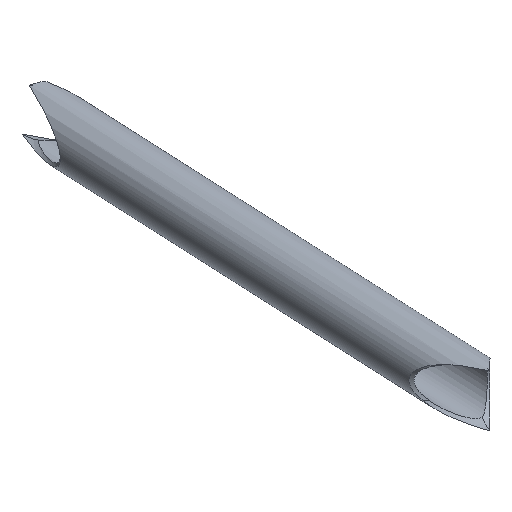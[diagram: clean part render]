
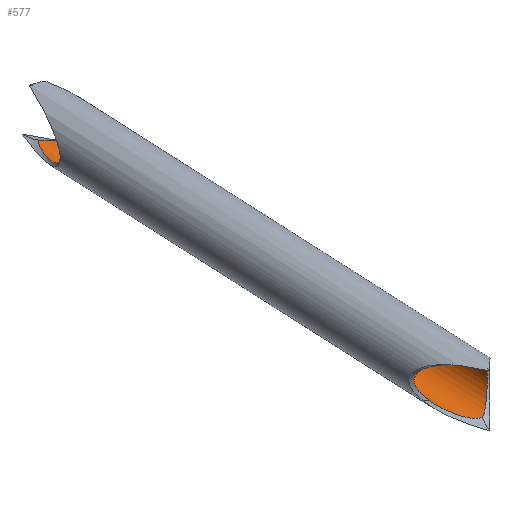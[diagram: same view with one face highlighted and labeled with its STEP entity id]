
A CAD part, top view. The second image highlights one B-rep face of the part: STEP entity #577.
In plain terms, the highlighted cylindrical face has radius 12.5 mm (diameter 25 mm), a partial arc.
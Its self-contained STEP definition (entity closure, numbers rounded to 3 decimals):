
#181=CARTESIAN_POINT('Vertex',(-2107.995,-310.602,95.147)) ;
#185=CARTESIAN_POINT('Control Point',(-2107.995,-310.602,95.147)) ;
#186=CARTESIAN_POINT('Control Point',(-2108.49,-310.761,95.228)) ;
#187=CARTESIAN_POINT('Control Point',(-2109.004,-310.874,95.289)) ;
#188=CARTESIAN_POINT('Control Point',(-2109.528,-310.943,95.327)) ;
#189=CARTESIAN_POINT('Control Point',(-2110.597,-311.008,95.362)) ;
#190=CARTESIAN_POINT('Control Point',(-2111.666,-310.948,95.329)) ;
#191=CARTESIAN_POINT('Control Point',(-2112.207,-310.892,95.299)) ;
#192=CARTESIAN_POINT('Control Point',(-2113.501,-310.708,95.2)) ;
#193=CARTESIAN_POINT('Control Point',(-2114.774,-310.425,95.056)) ;
#194=CARTESIAN_POINT('Control Point',(-2115.512,-310.234,94.963)) ;
#195=CARTESIAN_POINT('Control Point',(-2118.33,-309.415,94.586)) ;
#196=CARTESIAN_POINT('Control Point',(-2121.054,-308.317,94.18)) ;
#197=CARTESIAN_POINT('Control Point',(-2123.028,-307.401,93.927)) ;
#198=CARTESIAN_POINT('Control Point',(-2124.959,-306.369,93.733)) ;
#199=CARTESIAN_POINT('Control Point',(-2126.805,-305.195,93.653)) ;
#200=CARTESIAN_POINT('Vertex',(-2126.805,-305.195,93.653)) ;
#334=CARTESIAN_POINT('Vertex',(-2106.334,-288.585,100.183)) ;
#338=CARTESIAN_POINT('Control Point',(-2107.995,-310.602,95.147)) ;
#339=CARTESIAN_POINT('Control Point',(-2107.539,-309.876,94.412)) ;
#340=CARTESIAN_POINT('Control Point',(-2107.234,-309.043,93.689)) ;
#341=CARTESIAN_POINT('Control Point',(-2107.008,-308.163,93.018)) ;
#342=CARTESIAN_POINT('Control Point',(-2106.576,-305.904,91.514)) ;
#343=CARTESIAN_POINT('Control Point',(-2106.348,-303.398,90.389)) ;
#344=CARTESIAN_POINT('Control Point',(-2106.244,-301.856,89.888)) ;
#345=CARTESIAN_POINT('Control Point',(-2106.123,-299.377,89.438)) ;
#346=CARTESIAN_POINT('Control Point',(-2106.053,-296.89,89.638)) ;
#347=CARTESIAN_POINT('Control Point',(-2106.034,-296.023,89.797)) ;
#348=CARTESIAN_POINT('Control Point',(-2106.01,-294.536,90.254)) ;
#349=CARTESIAN_POINT('Control Point',(-2106.003,-293.184,91.013)) ;
#350=CARTESIAN_POINT('Control Point',(-2106.003,-292.631,91.397)) ;
#351=CARTESIAN_POINT('Control Point',(-2106.011,-291.434,92.413)) ;
#352=CARTESIAN_POINT('Control Point',(-2106.036,-290.478,93.665)) ;
#353=CARTESIAN_POINT('Control Point',(-2106.057,-290.018,94.441)) ;
#354=CARTESIAN_POINT('Control Point',(-2106.107,-289.293,96.018)) ;
#355=CARTESIAN_POINT('Control Point',(-2106.182,-288.859,97.696)) ;
#356=CARTESIAN_POINT('Control Point',(-2106.225,-288.713,98.521)) ;
#357=CARTESIAN_POINT('Control Point',(-2106.275,-288.623,99.351)) ;
#358=CARTESIAN_POINT('Control Point',(-2106.334,-288.585,100.183)) ;
#405=CARTESIAN_POINT('Vertex',(-2262.046,-189.635,-45.143)) ;
#409=CARTESIAN_POINT('Control Point',(-2262.046,-189.635,-45.143)) ;
#410=CARTESIAN_POINT('Control Point',(-2262.509,-189.307,-45.143)) ;
#411=CARTESIAN_POINT('Control Point',(-2262.982,-188.991,-45.155)) ;
#412=CARTESIAN_POINT('Control Point',(-2263.461,-188.686,-45.175)) ;
#413=CARTESIAN_POINT('Vertex',(-2263.461,-188.686,-45.175)) ;
#462=CARTESIAN_POINT('Vertex',(-2278.803,-203.512,-60.994)) ;
#466=CARTESIAN_POINT('Control Point',(-2278.803,-203.512,-60.994)) ;
#467=CARTESIAN_POINT('Control Point',(-2277.671,-203.523,-60.909)) ;
#468=CARTESIAN_POINT('Control Point',(-2276.549,-203.551,-60.695)) ;
#469=CARTESIAN_POINT('Control Point',(-2275.453,-203.583,-60.415)) ;
#470=CARTESIAN_POINT('Control Point',(-2273.87,-203.62,-59.93)) ;
#471=CARTESIAN_POINT('Control Point',(-2272.316,-203.635,-59.361)) ;
#472=CARTESIAN_POINT('Control Point',(-2271.829,-203.637,-59.174)) ;
#473=CARTESIAN_POINT('Control Point',(-2270.32,-203.632,-58.571)) ;
#474=CARTESIAN_POINT('Control Point',(-2268.836,-203.592,-57.906)) ;
#475=CARTESIAN_POINT('Control Point',(-2267.841,-203.543,-57.431)) ;
#476=CARTESIAN_POINT('Control Point',(-2265.788,-203.39,-56.391)) ;
#477=CARTESIAN_POINT('Control Point',(-2263.802,-203.105,-55.253)) ;
#478=CARTESIAN_POINT('Control Point',(-2262.792,-202.915,-54.636)) ;
#479=CARTESIAN_POINT('Control Point',(-2260.967,-202.466,-53.437)) ;
#480=CARTESIAN_POINT('Control Point',(-2259.291,-201.785,-52.136)) ;
#481=CARTESIAN_POINT('Control Point',(-2258.561,-201.41,-51.514)) ;
#482=CARTESIAN_POINT('Control Point',(-2257.281,-200.549,-50.279)) ;
#483=CARTESIAN_POINT('Control Point',(-2256.393,-199.339,-48.998)) ;
#484=CARTESIAN_POINT('Control Point',(-2256.092,-198.666,-48.382)) ;
#485=CARTESIAN_POINT('Control Point',(-2255.926,-197.395,-47.424)) ;
#486=CARTESIAN_POINT('Control Point',(-2256.275,-196.046,-46.674)) ;
#487=CARTESIAN_POINT('Control Point',(-2256.494,-195.505,-46.413)) ;
#488=CARTESIAN_POINT('Control Point',(-2257.387,-193.807,-45.698)) ;
#489=CARTESIAN_POINT('Control Point',(-2258.757,-192.28,-45.338)) ;
#490=CARTESIAN_POINT('Control Point',(-2259.798,-191.327,-45.202)) ;
#491=CARTESIAN_POINT('Control Point',(-2260.899,-190.448,-45.143)) ;
#492=CARTESIAN_POINT('Control Point',(-2262.046,-189.635,-45.143)) ;
#537=CARTESIAN_POINT('Axis2P3D Location',(-2195.133,-246.941,24.239)) ;
#543=CARTESIAN_POINT('Control Point',(-2278.803,-203.512,-60.994)) ;
#544=CARTESIAN_POINT('Control Point',(-2278.857,-204.187,-60.081)) ;
#545=CARTESIAN_POINT('Control Point',(-2278.778,-204.811,-59.121)) ;
#546=CARTESIAN_POINT('Control Point',(-2278.623,-205.393,-58.159)) ;
#547=CARTESIAN_POINT('Control Point',(-2278.226,-206.471,-56.263)) ;
#548=CARTESIAN_POINT('Control Point',(-2277.696,-207.445,-54.344)) ;
#549=CARTESIAN_POINT('Control Point',(-2277.418,-207.898,-53.405)) ;
#550=CARTESIAN_POINT('Control Point',(-2276.575,-209.145,-50.675)) ;
#551=CARTESIAN_POINT('Control Point',(-2275.642,-210.216,-47.897)) ;
#552=CARTESIAN_POINT('Control Point',(-2275.018,-210.835,-46.059)) ;
#553=CARTESIAN_POINT('Control Point',(-2274.385,-211.365,-44.19)) ;
#554=CARTESIAN_POINT('Control Point',(-2273.758,-211.764,-42.293)) ;
#555=CARTESIAN_POINT('Vertex',(-2273.758,-211.764,-42.293)) ;
#558=CARTESIAN_POINT('Line Origine',(-2201.84,-257.489,24.239)) ;
#563=CARTESIAN_POINT('Line Origine',(-2188.426,-236.392,24.239)) ;
#538=DIRECTION('Axis2P3D Direction',(0.665,-0.423,0.615)) ;
#539=DIRECTION('Axis2P3D XDirection',(-0.537,-0.844,0.)) ;
#559=DIRECTION('Vector Direction',(0.665,-0.423,0.615)) ;
#564=DIRECTION('Vector Direction',(0.665,-0.423,0.615)) ;
#540=AXIS2_PLACEMENT_3D('Cylinder Axis2P3D',#537,#538,#539) ;
#569=ORIENTED_EDGE('',*,*,#557,.T.) ;
#570=ORIENTED_EDGE('',*,*,#562,.T.) ;
#571=ORIENTED_EDGE('',*,*,#202,.F.) ;
#572=ORIENTED_EDGE('',*,*,#359,.T.) ;
#573=ORIENTED_EDGE('',*,*,#567,.F.) ;
#574=ORIENTED_EDGE('',*,*,#415,.F.) ;
#575=ORIENTED_EDGE('',*,*,#493,.F.) ;
#560=VECTOR('Line Direction',#559,1.) ;
#565=VECTOR('Line Direction',#564,1.) ;
#577=ADVANCED_FACE('PartBody',(#576),#541,.F.) ;
#184=B_SPLINE_CURVE_WITH_KNOTS('',5,(#185,#186,#187,#188,#189,#190,#191,#192,#193,#194,#195,#196,#197,#198,#199),.UNSPECIFIED.,.F.,.U.,(6,3,3,3,6),(12.658,16.381,20.219,25.648,41.129),.UNSPECIFIED.) ;
#337=B_SPLINE_CURVE_WITH_KNOTS('',5,(#338,#339,#340,#341,#342,#343,#344,#345,#346,#347,#348,#349,#350,#351,#352,#353,#354,#355,#356,#357,#358),.UNSPECIFIED.,.F.,.U.,(6,3,3,3,3,3,6),(4.31,12.292,23.689,29.872,34.606,40.928,46.831),.UNSPECIFIED.) ;
#408=B_SPLINE_CURVE_WITH_KNOTS('',3,(#409,#410,#411,#412),.UNSPECIFIED.,.F.,.U.,(4,4),(0.,2.409),.UNSPECIFIED.) ;
#465=B_SPLINE_CURVE_WITH_KNOTS('',5,(#466,#467,#468,#469,#470,#471,#472,#473,#474,#475,#476,#477,#478,#479,#480,#481,#482,#483,#484,#485,#486,#487,#488,#489,#490,#491,#492),.UNSPECIFIED.,.F.,.U.,(6,3,3,3,3,3,3,3,6),(16.168,24.186,27.87,35.679,44.166,51.403,58.003,62.471,72.415),.UNSPECIFIED.) ;
#542=B_SPLINE_CURVE_WITH_KNOTS('',5,(#543,#544,#545,#546,#547,#548,#549,#550,#551,#552,#553,#554),.UNSPECIFIED.,.F.,.U.,(6,3,3,6),(10.256,18.29,25.916,40.328),.UNSPECIFIED.) ;
#541=CYLINDRICAL_SURFACE('generated cylinder',#540,12.5) ;
#202=EDGE_CURVE('',#182,#201,#184,.T.) ;
#359=EDGE_CURVE('',#182,#335,#337,.T.) ;
#415=EDGE_CURVE('',#406,#414,#408,.T.) ;
#493=EDGE_CURVE('',#463,#406,#465,.T.) ;
#557=EDGE_CURVE('',#463,#556,#542,.T.) ;
#562=EDGE_CURVE('',#556,#201,#561,.T.) ;
#567=EDGE_CURVE('',#414,#335,#566,.T.) ;
#568=EDGE_LOOP('',(#569,#570,#571,#572,#573,#574,#575)) ;
#576=FACE_OUTER_BOUND('',#568,.T.) ;
#561=LINE('Line',#558,#560) ;
#566=LINE('Line',#563,#565) ;
#182=VERTEX_POINT('',#181) ;
#201=VERTEX_POINT('',#200) ;
#335=VERTEX_POINT('',#334) ;
#406=VERTEX_POINT('',#405) ;
#414=VERTEX_POINT('',#413) ;
#463=VERTEX_POINT('',#462) ;
#556=VERTEX_POINT('',#555) ;
